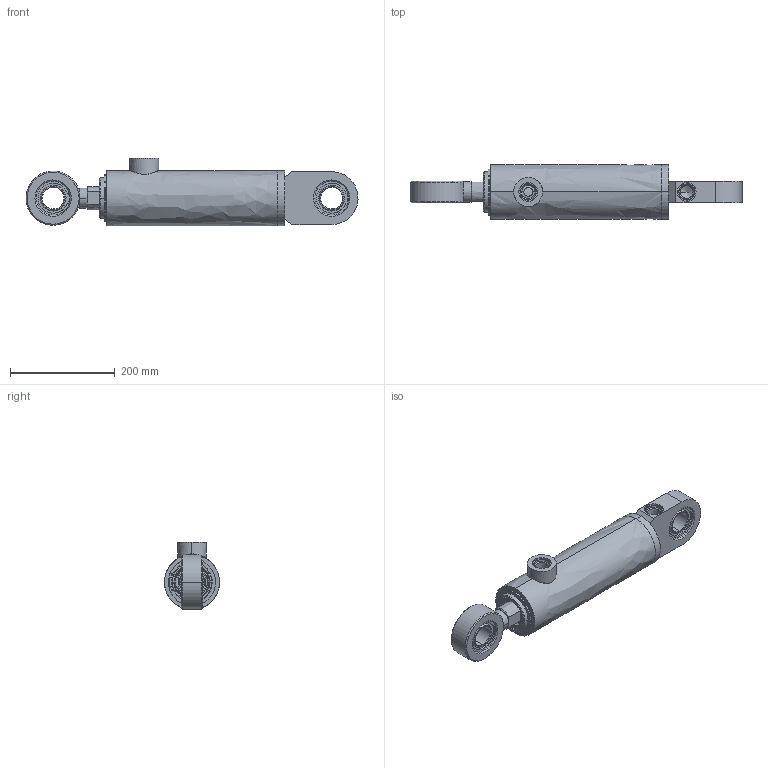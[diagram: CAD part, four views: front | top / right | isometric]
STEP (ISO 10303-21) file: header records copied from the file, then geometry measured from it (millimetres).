
FILE_DESCRIPTION(('FreeCAD Model'),'2;1');
FILE_NAME('Open CASCADE Shape Model','2025-05-09T17:58:49',('FreeCAD'),( 'FreeCAD'),'Open CASCADE STEP processor 7.6','FreeCAD','Unknown');
FILE_SCHEMA(('AUTOMOTIVE_DESIGN { 1 0 10303 214 1 1 1 1 }'));
Length unit declared in the file: millimetre
Products named in the file (1): Open CASCADE STEP translator 7.6 1
Bounding box: 634.41 x 105.04 x 128.55 mm (x, y, z)
Volume: 2972570 mm3; surface area: 692586.6 mm2
Topology: 41 solids, 41 shells, 793 faces, 1781 edges, 1092 vertices
Faces by surface type: bspline 793
Entity records: 28144 total; most frequent: CARTESIAN_POINT 18103, ORIENTED_EDGE 3538, EDGE_CURVE 1769, VERTEX_POINT 1092, FACE_BOUND 899, EDGE_LOOP 899, ADVANCED_FACE 793, B_SPLINE_CURVE_WITH_KNOTS 753
